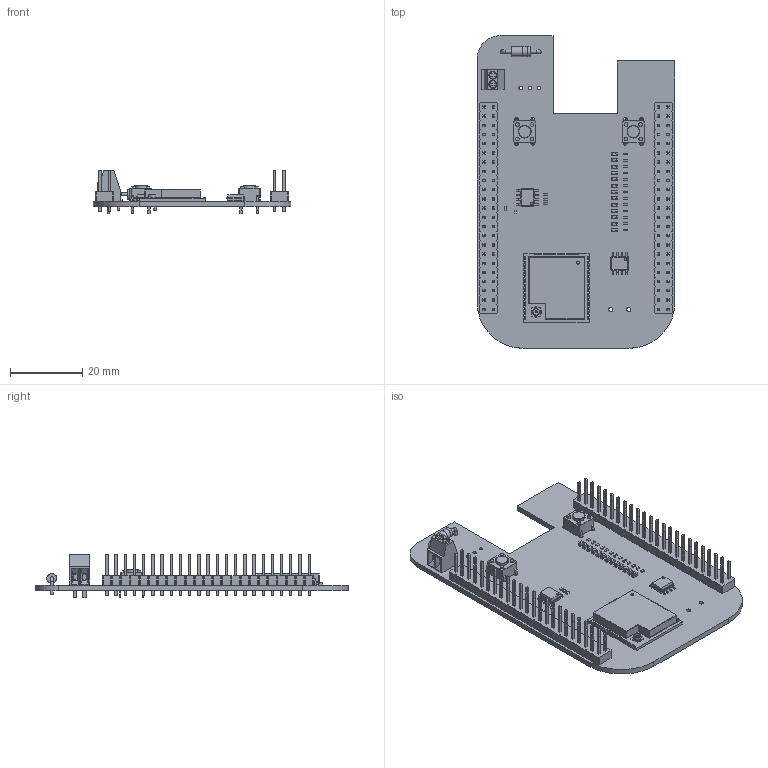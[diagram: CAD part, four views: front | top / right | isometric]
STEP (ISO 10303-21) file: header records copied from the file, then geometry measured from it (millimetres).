
FILE_DESCRIPTION(('KiCad electronic assembly'),'2;1');
FILE_NAME('com4bbb-3D_.step','2025-11-20T01:51:57',('Pcbnew'),('Kicad'), 'Open CASCADE STEP processor 7.6','KiCad to STEP converter','Unknown' );
FILE_SCHEMA(('AUTOMOTIVE_DESIGN { 1 0 10303 214 1 1 1 1 }'));
Length unit declared in the file: millimetre
Products named in the file (11): com4bbb-3D_ 1; PinHeader_2x23_P2.54mm_Vertical; C_0402_1005Metric; R_0402_1005Metric; SW_PUSH_6mm; ESP32-WROOM-32U; SOIC-8_3.9x4.9mm_P1.27mm; LED_0603_1608Metric; TerminalBlock_Phoenix_MPT-0,5-2-2.54_1x02_P2.54mm_Horizontal; D_DO-41_SOD81_P10.16mm_Horizontal; kibot_v9zjc_zv_PCB
Assembly tree (41 placements, depth 2):
  com4bbb-3D_ 1
    PinHeader_2x23_P2.54mm_Vertical  x2
    C_0402_1005Metric
    R_0402_1005Metric  x17
    SW_PUSH_6mm  x2
    ESP32-WROOM-32U
    SOIC-8_3.9x4.9mm_P1.27mm  x2
    LED_0603_1608Metric  x13
    TerminalBlock_Phoenix_MPT-0,5-2-2.54_1x02_P2.54mm_Horizontal
    D_DO-41_SOD81_P10.16mm_Horizontal
    kibot_v9zjc_zv_PCB
Bounding box: 54.61 x 86.36 x 12.04 mm (x, y, z)
Volume: 9422.2 mm3; surface area: 15233.2 mm2
Topology: 41 solids, 41 shells, 4562 faces, 11340 edges, 7086 vertices
Faces by surface type: plane 3878, cylinder 633, bspline 40, torus 5, sphere 5, revolution 1
Full cylindrical faces by diameter (mm): 0.2 x12, 0.5 x1, 0.8 x5, 1 x103, 1.1 x16, 1.15 x2, 1.8 x1, 2 x3, 2.2 x2, 2.7 x2, 2.72 x1, 3.5 x2
Entity records: 67823 total; most frequent: CARTESIAN_POINT 11736, ORIENTED_EDGE 11441, DIRECTION 11300, EDGE_CURVE 5721, LINE 4761, VECTOR 4761, VERTEX_POINT 3538, AXIS2_PLACEMENT_3D 3269
